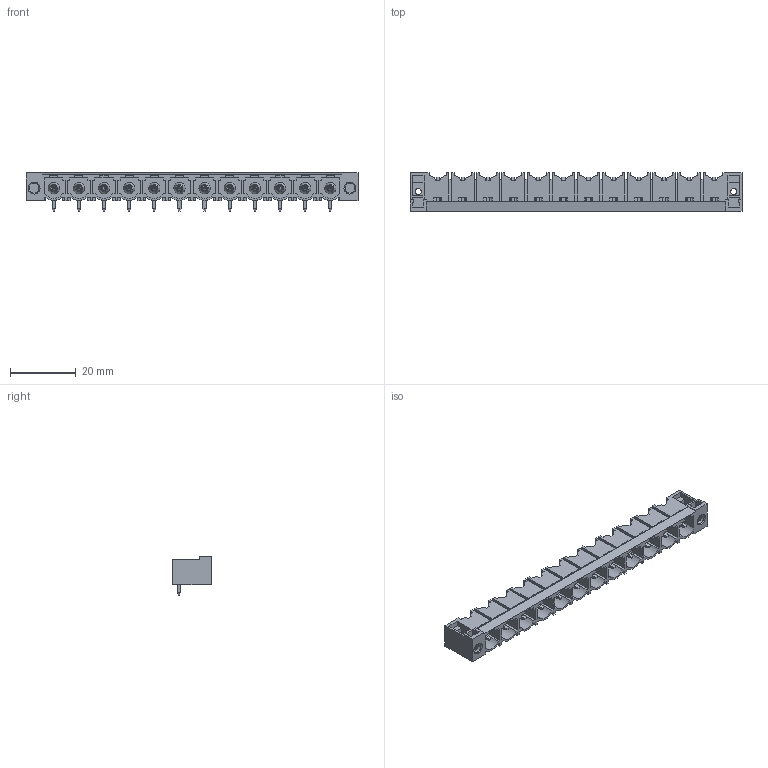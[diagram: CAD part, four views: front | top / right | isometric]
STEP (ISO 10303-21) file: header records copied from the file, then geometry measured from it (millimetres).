
FILE_DESCRIPTION(('CATIA V5 STEP Exchange','CAx-IF Rec.Pracs.--- Model Styling and Organization---1.2---2011-12-15'),'2;1');
FILE_NAME ('D1448660_0_1124320000_1124320000.stp','2018-11-14T13:56:14+00:00',('none'),('Weidmueller'),'CATIA Version 5-6 Release 2014','CATIA V5 STEP AP214','none');
FILE_SCHEMA(('AUTOMOTIVE_DESIGN { 1 0 10303 214 1 1 1 1 }'));
Length unit declared in the file: millimetre
Products named in the file (1): 1124320000
Bounding box: 100.62 x 11.75 x 11.6 mm (x, y, z)
Volume: 3783 mm3; surface area: 9040.7 mm2
Topology: 13 solids, 13 shells, 923 faces, 2567 edges, 1672 vertices
Faces by surface type: plane 759, cylinder 108, cone 32, torus 24
Entity records: 26316 total; most frequent: ORIENTED_EDGE 5134, CARTESIAN_POINT 4825, DIRECTION 3305, EDGE_CURVE 2543, VECTOR 2127, LINE 2127, VERTEX_POINT 1624, EDGE_LOOP 985
